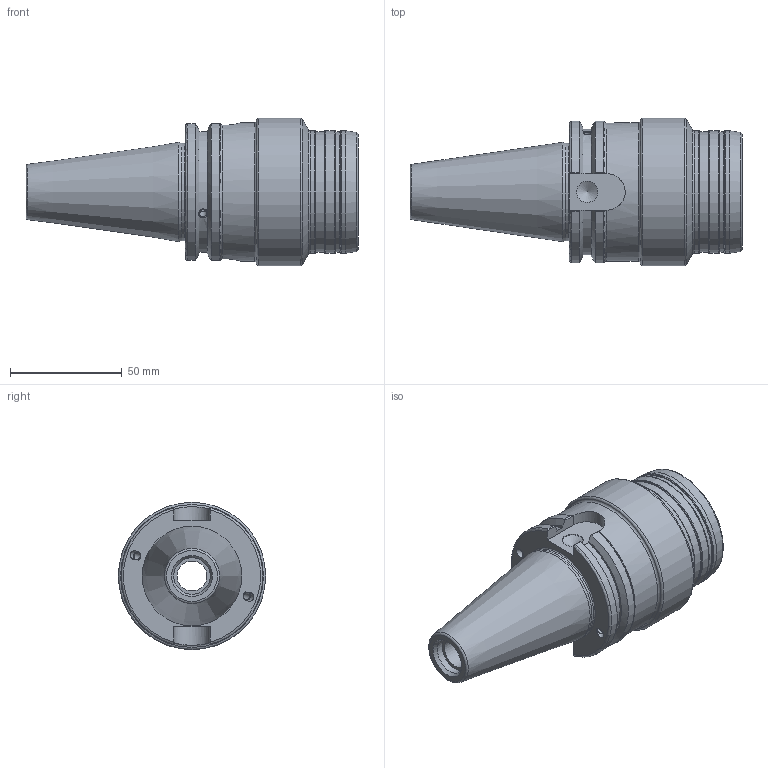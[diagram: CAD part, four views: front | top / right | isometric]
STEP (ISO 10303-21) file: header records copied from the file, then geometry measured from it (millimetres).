
FILE_DESCRIPTION(/* description */ (''),/* implementation_level */ '2;1');
FILE_NAME(/* name */ 'WK084.stp',/* time_stamp */ '2024-12-30T16:08:42+09:00',/* author */ ('YSH'),/* organization */ (''),/* preprocessor_version */ 'ST-DEVELOPER v20',/* originating_system */ 'Autodesk Inventor 2025',/* authorisation */ '');
FILE_SCHEMA (('AUTOMOTIVE_DESIGN { 1 0 10303 214 3 1 1 }'));
Length unit declared in the file: millimetre
Products named in the file (1): LO-CAT40ADB-HC25-80.5
Bounding box: 148.75 x 66 x 66 mm (x, y, z)
Volume: 246566.9 mm3; surface area: 37955.3 mm2
Topology: 1 solids, 1 shells, 106 faces, 295 edges, 193 vertices
Faces by surface type: cylinder 36, plane 32, torus 21, cone 17
Full cylindrical faces by diameter (mm): 3.242 x8, 4 x2, 4.2 x2, 9.525 x1, 13.386 x1, 14.917 x1, 16.3 x1, 25 x1, 25.6 x1, 43.6 x1, 54 x2, 55 x3, 62 x1, 66 x1
Entity records: 3744 total; most frequent: CARTESIAN_POINT 950, DIRECTION 601, ORIENTED_EDGE 584, EDGE_CURVE 292, AXIS2_PLACEMENT_3D 254, VERTEX_POINT 193, CIRCLE 129, EDGE_LOOP 121
